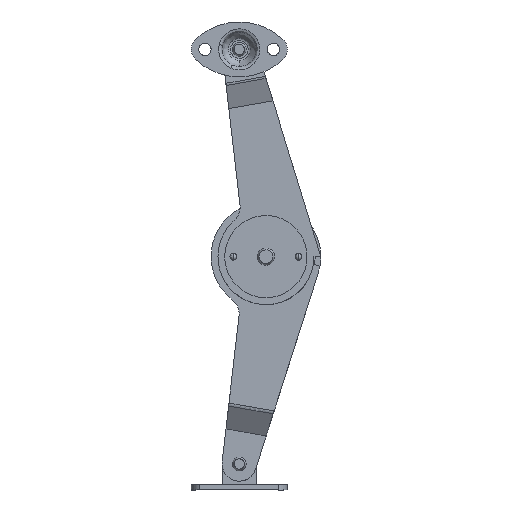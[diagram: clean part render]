
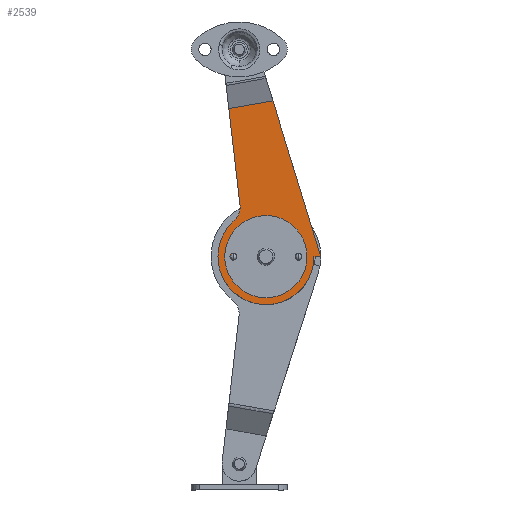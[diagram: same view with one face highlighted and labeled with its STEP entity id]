
A CAD part, left-side view. The second image highlights one B-rep face of the part: STEP entity #2539.
In plain terms, the highlighted free-form (B-spline) face has degree [1, 1] with [2, 2] control points.
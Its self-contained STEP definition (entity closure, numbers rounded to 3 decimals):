
#2158=CARTESIAN_POINT('',(8.5,-7.8,1.5));
#2159=VERTEX_POINT('',#2158);
#2160=CARTESIAN_POINT('',(8.5,-6.305,0.118));
#2161=VERTEX_POINT('',#2160);
#2162=CARTESIAN_POINT('',(8.5,-7.8,1.5));
#2163=CARTESIAN_POINT('',(8.5,-6.413,1.5));
#2164=CARTESIAN_POINT('',(8.5,-6.305,0.118));
#2172=(BOUNDED_CURVE()B_SPLINE_CURVE(2,(#2162,#2163,#2164),.UNSPECIFIED.,.F.,.U.)B_SPLINE_CURVE_WITH_KNOTS((3,3),(0.0,0.236),.UNSPECIFIED.)CURVE()GEOMETRIC_REPRESENTATION_ITEM()RATIONAL_B_SPLINE_CURVE((1.0,0.723,0.97))REPRESENTATION_ITEM(''));
#2173=EDGE_CURVE('',#2159,#2161,#2172,.T.);
#2214=CARTESIAN_POINT('',(8.5,-9.295,-0.118));
#2215=VERTEX_POINT('',#2214);
#2221=CARTESIAN_POINT('',(8.5,-9.295,-0.118));
#2222=CARTESIAN_POINT('',(8.5,-9.3,-0.059));
#2223=CARTESIAN_POINT('',(8.5,-9.3,0.));
#2224=CARTESIAN_POINT('',(8.5,-9.3,1.5));
#2225=CARTESIAN_POINT('',(8.5,-7.8,1.5));
#2233=(BOUNDED_CURVE()B_SPLINE_CURVE(2,(#2221,#2222,#2223,#2224,#2225),.UNSPECIFIED.,.F.,.U.)B_SPLINE_CURVE_WITH_KNOTS((3,2,3),(0.736,0.75,1.0),.UNSPECIFIED.)CURVE()GEOMETRIC_REPRESENTATION_ITEM()RATIONAL_B_SPLINE_CURVE((0.97,0.984,1.0,0.707,1.0))REPRESENTATION_ITEM(''));
#2234=EDGE_CURVE('',#2215,#2159,#2233,.T.);
#2257=CARTESIAN_POINT('',(8.5,-7.8,-1.5));
#2258=VERTEX_POINT('',#2257);
#2259=CARTESIAN_POINT('',(8.5,-6.305,0.118));
#2260=CARTESIAN_POINT('',(8.5,-6.3,0.059));
#2261=CARTESIAN_POINT('',(8.5,-6.3,0.));
#2262=CARTESIAN_POINT('',(8.5,-6.3,-1.5));
#2263=CARTESIAN_POINT('',(8.5,-7.8,-1.5));
#2271=(BOUNDED_CURVE()B_SPLINE_CURVE(2,(#2259,#2260,#2261,#2262,#2263),.UNSPECIFIED.,.F.,.U.)B_SPLINE_CURVE_WITH_KNOTS((3,2,3),(0.236,0.25,0.5),.UNSPECIFIED.)CURVE()GEOMETRIC_REPRESENTATION_ITEM()RATIONAL_B_SPLINE_CURVE((0.97,0.984,1.0,0.707,1.0))REPRESENTATION_ITEM(''));
#2272=EDGE_CURVE('',#2161,#2258,#2271,.T.);
#2274=CARTESIAN_POINT('',(8.5,-7.8,-1.5));
#2275=CARTESIAN_POINT('',(8.5,-9.187,-1.5));
#2276=CARTESIAN_POINT('',(8.5,-9.295,-0.118));
#2284=(BOUNDED_CURVE()B_SPLINE_CURVE(2,(#2274,#2275,#2276),.UNSPECIFIED.,.F.,.U.)B_SPLINE_CURVE_WITH_KNOTS((3,3),(0.5,0.736),.UNSPECIFIED.)CURVE()GEOMETRIC_REPRESENTATION_ITEM()RATIONAL_B_SPLINE_CURVE((1.0,0.723,0.97))REPRESENTATION_ITEM(''));
#2285=EDGE_CURVE('',#2258,#2215,#2284,.T.);
#2449=CARTESIAN_POINT('',(8.5,3.037,43.196));
#2450=VERTEX_POINT('',#2449);
#2456=CARTESIAN_POINT('',(8.5,-9.845,45.467));
#2457=VERTEX_POINT('',#2456);
#2458=CARTESIAN_POINT('',(8.5,-9.845,45.467));
#2459=CARTESIAN_POINT('',(8.5,3.037,43.196));
#2460=QUASI_UNIFORM_CURVE('',1,(#2458,#2459),.UNSPECIFIED.,.F.,.U.);
#2461=EDGE_CURVE('',#2457,#2450,#2460,.T.);
#2472=CARTESIAN_POINT('',(8.5,-25.299,-16.965));
#2473=CARTESIAN_POINT('',(8.5,-25.299,48.437));
#2474=CARTESIAN_POINT('',(8.5,7.679,-16.965));
#2475=CARTESIAN_POINT('',(8.5,7.679,48.437));
#2476=B_SPLINE_SURFACE_WITH_KNOTS('',1,1,((#2472,#2474),(#2473,#2475)),.UNSPECIFIED.,.F.,.F.,.U.,(2,2),(2,2),(0.0,65.403),(0.0,32.977),.UNSPECIFIED.);
#2477=CARTESIAN_POINT('',(8.5,-0.232,14.852));
#2478=VERTEX_POINT('',#2477);
#2479=CARTESIAN_POINT('',(8.5,-0.232,14.852));
#2480=CARTESIAN_POINT('',(8.5,3.037,43.196));
#2481=QUASI_UNIFORM_CURVE('',1,(#2479,#2480),.UNSPECIFIED.,.F.,.U.);
#2482=EDGE_CURVE('',#2478,#2450,#2481,.T.);
#2483=ORIENTED_EDGE('',*,*,#2482,.F.);
#2484=CARTESIAN_POINT('',(8.5,1.436,10.521));
#2485=VERTEX_POINT('',#2484);
#2486=CARTESIAN_POINT('',(8.5,-0.232,14.852));
#2487=CARTESIAN_POINT('',(8.5,-0.532,12.249));
#2488=CARTESIAN_POINT('',(8.5,1.436,10.521));
#2496=(BOUNDED_CURVE()B_SPLINE_CURVE(2,(#2486,#2487,#2488),.UNSPECIFIED.,.F.,.U.)CURVE()GEOMETRIC_REPRESENTATION_ITEM()QUASI_UNIFORM_CURVE()RATIONAL_B_SPLINE_CURVE((1.0,0.886,1.0))REPRESENTATION_ITEM(''));
#2497=EDGE_CURVE('',#2478,#2485,#2496,.T.);
#2498=ORIENTED_EDGE('',*,*,#2497,.T.);
#2499=CARTESIAN_POINT('',(8.5,-21.8,0.));
#2500=VERTEX_POINT('',#2499);
#2501=CARTESIAN_POINT('',(8.5,-21.8,0.));
#2502=CARTESIAN_POINT('',(8.5,-21.8,-10.985));
#2503=CARTESIAN_POINT('',(8.5,-11.13,-13.598));
#2504=CARTESIAN_POINT('',(8.5,-0.46,-16.211));
#2505=CARTESIAN_POINT('',(8.5,4.616,-6.469));
#2506=CARTESIAN_POINT('',(8.5,9.692,3.274));
#2507=CARTESIAN_POINT('',(8.5,1.436,10.521));
#2515=(BOUNDED_CURVE()B_SPLINE_CURVE(2,(#2501,#2502,#2503,#2504,#2505,#2506,#2507),.UNSPECIFIED.,.F.,.U.)B_SPLINE_CURVE_WITH_KNOTS((3,2,2,3),(0.0,0.333,0.667,1.0),.UNSPECIFIED.)CURVE()GEOMETRIC_REPRESENTATION_ITEM()RATIONAL_B_SPLINE_CURVE((1.0,0.787,1.0,0.787,1.0,0.787,1.0))REPRESENTATION_ITEM(''));
#2516=EDGE_CURVE('',#2500,#2485,#2515,.T.);
#2517=ORIENTED_EDGE('',*,*,#2516,.F.);
#2518=CARTESIAN_POINT('',(8.5,-23.801,0.));
#2519=VERTEX_POINT('',#2518);
#2520=CARTESIAN_POINT('',(8.5,-23.801,0.));
#2521=CARTESIAN_POINT('',(8.5,-21.8,0.));
#2522=QUASI_UNIFORM_CURVE('',1,(#2520,#2521),.UNSPECIFIED.,.F.,.U.);
#2523=EDGE_CURVE('',#2519,#2500,#2522,.T.);
#2524=ORIENTED_EDGE('',*,*,#2523,.F.);
#2525=CARTESIAN_POINT('',(8.5,-9.845,45.467));
#2526=CARTESIAN_POINT('',(8.5,-23.801,0.));
#2527=QUASI_UNIFORM_CURVE('',1,(#2525,#2526),.UNSPECIFIED.,.F.,.U.);
#2528=EDGE_CURVE('',#2457,#2519,#2527,.T.);
#2529=ORIENTED_EDGE('',*,*,#2528,.F.);
#2530=ORIENTED_EDGE('',*,*,#2461,.T.);
#2531=EDGE_LOOP('',(#2483,#2498,#2517,#2524,#2529,#2530));
#2532=FACE_OUTER_BOUND('',#2531,.T.);
#2533=ORIENTED_EDGE('',*,*,#2285,.F.);
#2534=ORIENTED_EDGE('',*,*,#2272,.F.);
#2535=ORIENTED_EDGE('',*,*,#2173,.F.);
#2536=ORIENTED_EDGE('',*,*,#2234,.F.);
#2537=EDGE_LOOP('',(#2533,#2534,#2535,#2536));
#2538=FACE_BOUND('',#2537,.T.);
#2539=ADVANCED_FACE('',(#2532,#2538),#2476,.T.);
